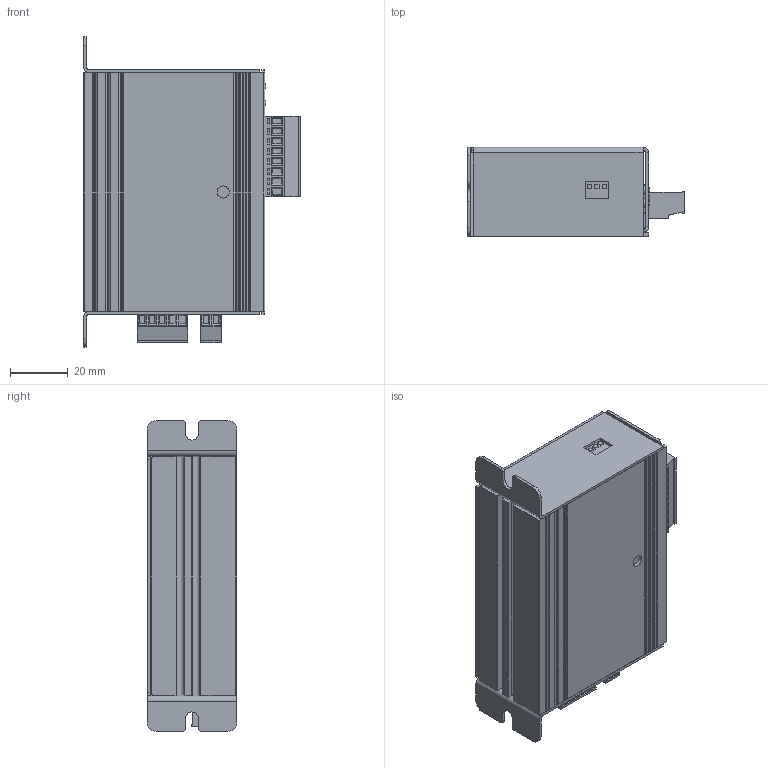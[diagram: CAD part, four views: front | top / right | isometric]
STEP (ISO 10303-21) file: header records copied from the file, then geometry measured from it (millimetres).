
FILE_DESCRIPTION((''),'2;1');
FILE_NAME('DS514D^DS528D_3D-CAD_VerA.stp','2010-12-21T10:43:00',('will'),(''),'Autodesk Inventor 2009','Autodesk Inventor 2009','');
FILE_SCHEMA(('AUTOMOTIVE_DESIGN { 1 0 10303 214 1 1 1 1 }'));
Length unit declared in the file: millimetre
Products named in the file (18): 無印刷加連接器-DS514D; MEAA-D02-C版; 五相步進-PCB_A版; 2P-LED; 可變電阻; 數字開關; 指撥開關-4P; ME030-35008; ME030-35005; ME030-35002; 1P-LED; 指撥開關-3P; 無印刷-MEAA-U02-A版; M3x5埋頭1; EC350RL-8P; EC350RL-5P; EC350RL-2P
Assembly tree (18 placements, depth 3):
  無印刷加連接器-DS514D
    MEAA-D02-C版
    五相步進-PCB_A版
      五相步進-PCB_A版
      2P-LED
      可變電阻
      數字開關
      指撥開關-4P
      ME030-35008
      ME030-35005
      ME030-35002
      1P-LED
      指撥開關-3P
    無印刷-MEAA-U02-A版
    M3x5埋頭1  x2
    EC350RL-8P
    EC350RL-5P
    EC350RL-2P
Bounding box: 75.4 x 31 x 108 mm (x, y, z)
Volume: 174498.3 mm3; surface area: 68521.8 mm2
Topology: 17 solids, 21 shells, 1557 faces, 3805 edges, 2499 vertices
Faces by surface type: plane 1327, cylinder 193, cone 19, bspline 15, sphere 3
Full cylindrical faces by diameter (mm): 0.6 x3, 0.8 x44, 1 x6, 1.251 x15, 2 x15, 3 x5, 3.3 x1, 3.39 x1, 3.4 x1, 4 x2, 5 x3, 8 x1
Entity records: 44977 total; most frequent: CARTESIAN_POINT 7856, ORIENTED_EDGE 7184, DIRECTION 7175, EDGE_CURVE 3592, VECTOR 3127, LINE 3127, VERTEX_POINT 2435, AXIS2_PLACEMENT_3D 2024
